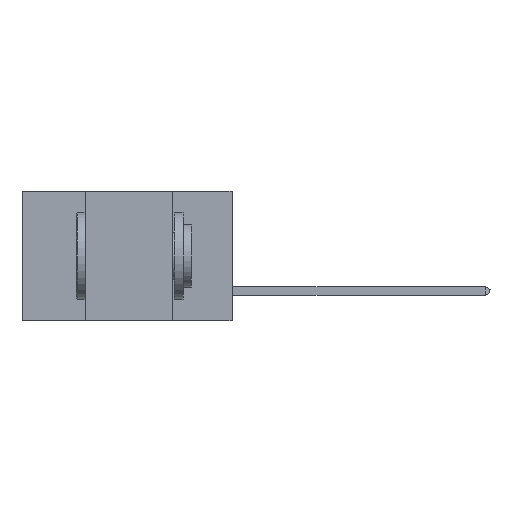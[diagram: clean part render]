
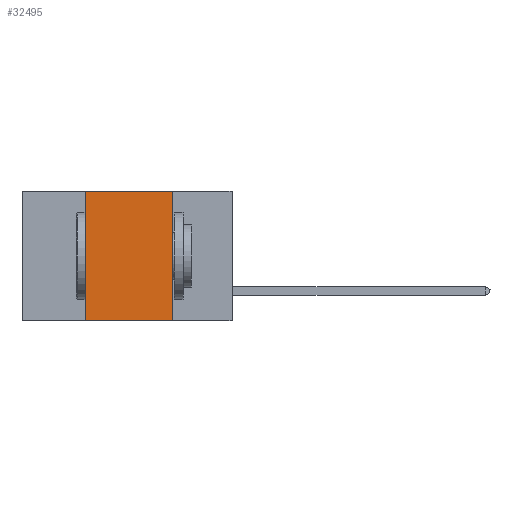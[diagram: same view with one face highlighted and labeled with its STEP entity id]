
A CAD part, left-side view. The second image highlights one B-rep face of the part: STEP entity #32495.
In plain terms, the highlighted planar face has unit normal (-1, 0, 0).
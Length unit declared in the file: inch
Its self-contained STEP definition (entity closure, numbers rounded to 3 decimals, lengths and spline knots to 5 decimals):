
#1593 = EDGE_CURVE ( 'NONE', #21260, #42545, #21303, .T. ) ;
#4210 = CARTESIAN_POINT ( 'NONE',  ( 0., 0.6, 0. ) ) ;
#4786 = VECTOR ( 'NONE', #11548, 39.37008 ) ;
#6330 = ORIENTED_EDGE ( 'NONE', *, *, #26041, .F. ) ;
#7665 = ORIENTED_EDGE ( 'NONE', *, *, #9434, .F. ) ;
#9434 = EDGE_CURVE ( 'NONE', #21260, #32755, #13691, .T. ) ;
#11548 = DIRECTION ( 'NONE',  ( 0., 0., -1. ) ) ;
#12722 = ORIENTED_EDGE ( 'NONE', *, *, #14570, .F. ) ;
#13691 = LINE ( 'NONE', #45164, #32700 ) ;
#14055 = VECTOR ( 'NONE', #16189, 39.37008 ) ;
#14570 = EDGE_CURVE ( 'NONE', #32812, #42545, #45224, .T. ) ;
#16189 = DIRECTION ( 'NONE',  ( 0., -1., 0. ) ) ;
#17094 = CARTESIAN_POINT ( 'NONE',  ( 0., 0.6, -0.37 ) ) ;
#18722 = ORIENTED_EDGE ( 'NONE', *, *, #1593, .T. ) ;
#21260 = VERTEX_POINT ( 'NONE', #43618 ) ;
#21303 = LINE ( 'NONE', #17094, #25529 ) ;
#23153 = DIRECTION ( 'NONE',  ( 1., 0., 0. ) ) ;
#24303 = CARTESIAN_POINT ( 'NONE',  ( 0., 0.6, 0. ) ) ;
#25529 = VECTOR ( 'NONE', #34680, 39.37008 ) ;
#26041 = EDGE_CURVE ( 'NONE', #32755, #32812, #29483, .T. ) ;
#27131 = DIRECTION ( 'NONE',  ( 0., 0., 1. ) ) ;
#29483 = LINE ( 'NONE', #24303, #14055 ) ;
#32495 = ADVANCED_FACE ( 'NONE', ( #35124 ), #38136, .F. ) ;
#32700 = VECTOR ( 'NONE', #27131, 39.37008 ) ;
#32755 = VERTEX_POINT ( 'NONE', #47483 ) ;
#32812 = VERTEX_POINT ( 'NONE', #36201 ) ;
#33185 = AXIS2_PLACEMENT_3D ( 'NONE', #4210, #23153, #43408 ) ;
#34680 = DIRECTION ( 'NONE',  ( 0., -1., 0. ) ) ;
#34919 = CARTESIAN_POINT ( 'NONE',  ( 0., 0.17, 0. ) ) ;
#35124 = FACE_OUTER_BOUND ( 'NONE', #45791, .T. ) ;
#36201 = CARTESIAN_POINT ( 'NONE',  ( 0., 0.17, 0. ) ) ;
#38136 = PLANE ( 'NONE',  #33185 ) ;
#42545 = VERTEX_POINT ( 'NONE', #46973 ) ;
#43408 = DIRECTION ( 'NONE',  ( 0., 0., -1. ) ) ;
#43618 = CARTESIAN_POINT ( 'NONE',  ( 0., 0.42, -0.37 ) ) ;
#45164 = CARTESIAN_POINT ( 'NONE',  ( 0., 0.42, 0. ) ) ;
#45224 = LINE ( 'NONE', #34919, #4786 ) ;
#45791 = EDGE_LOOP ( 'NONE', ( #12722, #6330, #7665, #18722 ) ) ;
#46973 = CARTESIAN_POINT ( 'NONE',  ( 0., 0.17, -0.37 ) ) ;
#47483 = CARTESIAN_POINT ( 'NONE',  ( 0., 0.42, 0. ) ) ;
